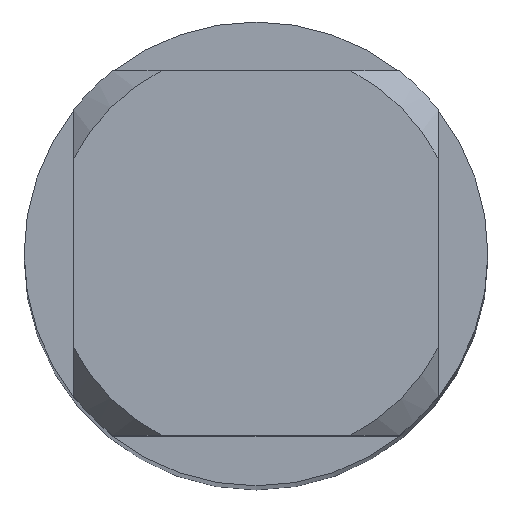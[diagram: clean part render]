
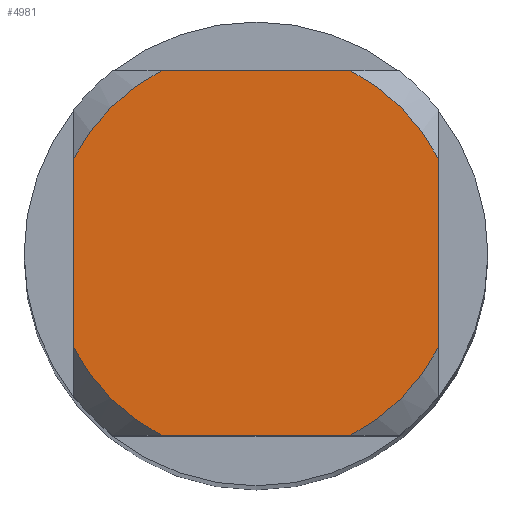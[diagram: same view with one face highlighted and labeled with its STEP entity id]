
A CAD part, top view. The second image highlights one B-rep face of the part: STEP entity #4981.
In plain terms, the highlighted planar face has unit normal (0, 0, 1).
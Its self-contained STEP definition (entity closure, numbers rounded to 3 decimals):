
#2631=EDGE_CURVE('',#6447,#5449,#7704,.T.);
#2877=EDGE_CURVE('',#6447,#6243,#7978,.T.);
#3075=VERTEX_POINT('',#8183);
#4007=EDGE_CURVE('',#4939,#5761,#9204,.T.);
#4159=EDGE_CURVE('',#5847,#5761,#9370,.T.);
#4573=VERTEX_POINT('',#9816);
#4811=EDGE_CURVE('',#4573,#5449,#10067,.T.);
#4939=VERTEX_POINT('',#10203);
#4981=ADVANCED_FACE('',(#10248),#10249,.T.);
#5449=VERTEX_POINT('',#10750);
#5761=VERTEX_POINT('',#11082);
#5847=VERTEX_POINT('',#11180);
#5979=EDGE_CURVE('',#5847,#3075,#11327,.T.);
#6243=VERTEX_POINT('',#11619);
#6447=VERTEX_POINT('',#11845);
#6563=EDGE_CURVE('',#4939,#6243,#11975,.T.);
#7115=EDGE_CURVE('',#4573,#3075,#12576,.T.);
#7704=LINE('',#13287,#13288);
#7978=CIRCLE('',#13770,3.1);
#8183=CARTESIAN_POINT('',(1.431,-2.75,0.0));
#9204=CIRCLE('',#15846,3.1);
#9370=LINE('',#16067,#16068);
#9816=CARTESIAN_POINT('',(-1.431,-2.75,0.0));
#10067=CIRCLE('',#17342,3.1);
#10203=CARTESIAN_POINT('',(1.431,2.75,0.0));
#10248=FACE_OUTER_BOUND('',#17682,.T.);
#10249=PLANE('',#17683);
#10750=CARTESIAN_POINT('',(-2.75,-1.431,0.0));
#11082=CARTESIAN_POINT('',(2.75,1.431,0.0));
#11180=CARTESIAN_POINT('',(2.75,-1.431,0.0));
#11327=CIRCLE('',#19650,3.1);
#11619=CARTESIAN_POINT('',(-1.431,2.75,0.0));
#11845=CARTESIAN_POINT('',(-2.75,1.431,0.0));
#11975=LINE('',#20784,#20785);
#12576=LINE('',#21879,#21880);
#13287=CARTESIAN_POINT('',(-2.75,0.775,0.0));
#13288=VECTOR('',#22828,1.0);
#13770=AXIS2_PLACEMENT_3D('',#23133,#23134,#23135);
#15846=AXIS2_PLACEMENT_3D('',#24520,#24521,#24522);
#16067=CARTESIAN_POINT('',(2.75,0.775,0.0));
#16068=VECTOR('',#24722,1.0);
#17342=AXIS2_PLACEMENT_3D('',#25379,#25380,#25381);
#17682=EDGE_LOOP('',(#25551,#25552,#25553,#25554,#25555,#25556,#25557,#25558));
#17683=AXIS2_PLACEMENT_3D('',#25559,#25560,#25561);
#19650=AXIS2_PLACEMENT_3D('',#26596,#26597,#26598);
#20784=CARTESIAN_POINT('',(0.0,2.75,0.0));
#20785=VECTOR('',#27577,1.0);
#21879=CARTESIAN_POINT('',(0.0,-2.75,0.0));
#21880=VECTOR('',#28202,1.0);
#22828=DIRECTION('',(-0.0,-1.0,0.0));
#23133=CARTESIAN_POINT('',(0.0,0.0,0.0));
#23134=DIRECTION('',(0.0,0.0,-1.0));
#23135=DIRECTION('',(0.0,1.0,0.0));
#24520=CARTESIAN_POINT('',(0.0,0.0,0.0));
#24521=DIRECTION('',(0.0,0.0,-1.0));
#24522=DIRECTION('',(0.0,1.0,0.0));
#24722=DIRECTION('',(-0.0,1.0,0.0));
#25379=CARTESIAN_POINT('',(0.0,0.0,0.0));
#25380=DIRECTION('',(0.0,0.0,-1.0));
#25381=DIRECTION('',(0.0,1.0,0.0));
#25551=ORIENTED_EDGE('',*,*,#2631,.T.);
#25552=ORIENTED_EDGE('',*,*,#4811,.F.);
#25553=ORIENTED_EDGE('',*,*,#7115,.T.);
#25554=ORIENTED_EDGE('',*,*,#5979,.F.);
#25555=ORIENTED_EDGE('',*,*,#4159,.T.);
#25556=ORIENTED_EDGE('',*,*,#4007,.F.);
#25557=ORIENTED_EDGE('',*,*,#6563,.T.);
#25558=ORIENTED_EDGE('',*,*,#2877,.F.);
#25559=CARTESIAN_POINT('',(0.0,1.55,0.0));
#25560=DIRECTION('',(-0.0,0.0,1.0));
#25561=DIRECTION('',(0.0,-1.0,0.0));
#26596=CARTESIAN_POINT('',(0.0,0.0,0.0));
#26597=DIRECTION('',(0.0,0.0,-1.0));
#26598=DIRECTION('',(0.0,1.0,0.0));
#27577=DIRECTION('',(-1.0,0.0,0.0));
#28202=DIRECTION('',(1.0,0.0,0.0));
